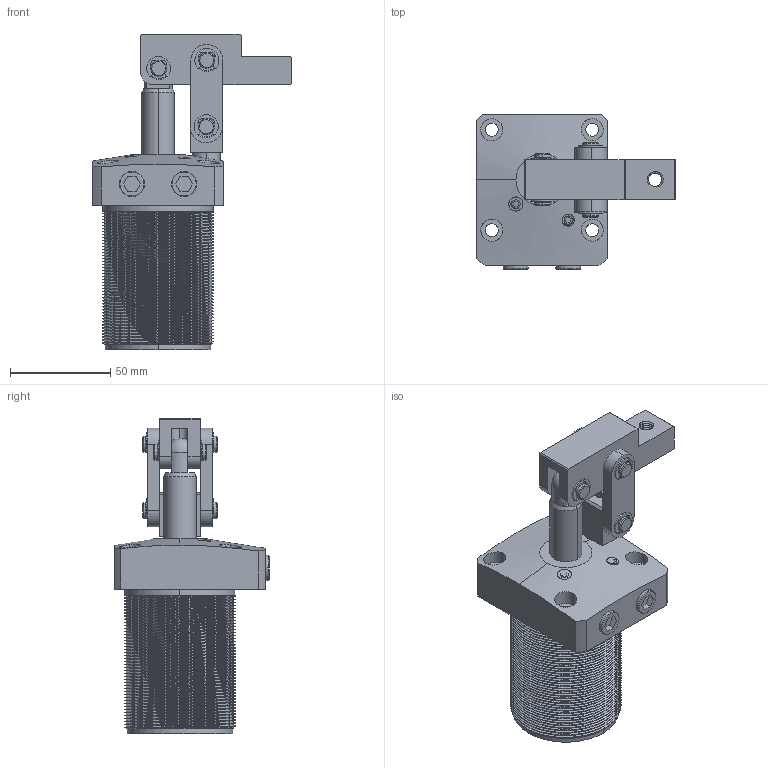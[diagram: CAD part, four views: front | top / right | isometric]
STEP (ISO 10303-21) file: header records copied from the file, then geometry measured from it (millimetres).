
FILE_DESCRIPTION (( 'STEP AP203' ), '1' );
FILE_NAME ('LHC01D-40R.STEP', '2021-01-20T07:49:11', ( 'User' ), ( 'china' ), 'SwSTEP 2.0', 'SolidWorks 2018', '' );
FILE_SCHEMA (( 'CONFIG_CONTROL_DESIGN' ));
Length unit declared in the file: millimetre
Products named in the file (40): 7_4; 10_4; 9_4; LHC01D-40R; 8_4; 040R掛极_1; 11_4; 4_40; 6_4; 12_4; 黑芛_9; 5_4; LHC01D40活塞杆
Assembly tree (27 placements, depth 2):
  10_4
  9_4
  LHC01D-40R
    040R掛极_1
    4_40
    6_4
    7_4  x2
    8_4
    9_4  x6
    10_4  x6
    11_4  x2
    12_4  x2
    5_4  x2
    黑芛_9  x2
    LHC01D40活塞杆
  10_4
  9_4
Bounding box: 98.81 x 77 x 157 mm (x, y, z)
Volume: 281877.1 mm3; surface area: 83312.6 mm2
Topology: 27 solids, 28 shells, 1480 faces, 3454 edges, 2056 vertices
Faces by surface type: cylinder 701, cone 603, plane 171, bspline 4, sphere 1
Entity records: 70759 total; most frequent: CARTESIAN_POINT 40852, ORIENTED_EDGE 5888, DIRECTION 4531, EDGE_CURVE 2944, VERTEX_POINT 1728, AXIS2_PLACEMENT_3D 1664, B_SPLINE_CURVE_WITH_KNOTS 1373, EDGE_LOOP 1332
